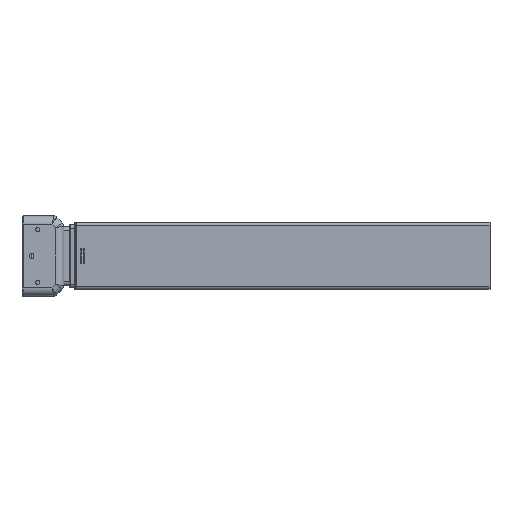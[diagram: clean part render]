
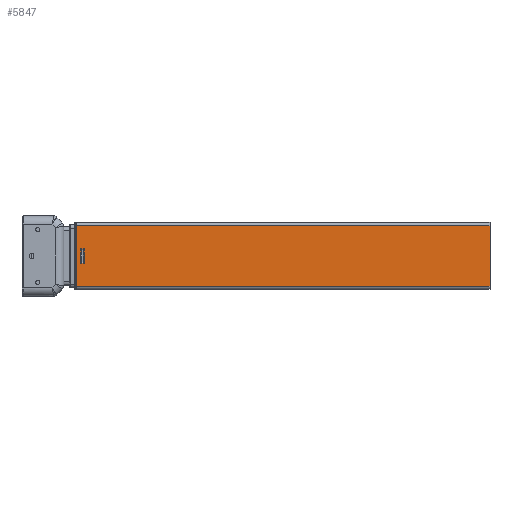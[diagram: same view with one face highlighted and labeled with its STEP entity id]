
A CAD part, left-side view. The second image highlights one B-rep face of the part: STEP entity #5847.
In plain terms, the highlighted face is planar.
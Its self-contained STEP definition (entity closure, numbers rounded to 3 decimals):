
#1530=FACE_BOUND('',#11827,.T.);
#1531=FACE_BOUND('',#11828,.T.);
#3259=PLANE('',#51953);
#5847=ADVANCED_FACE('',(#1530,#1531),#3259,.F.);
#11827=EDGE_LOOP('',(#34311,#34312,#34313,#34314));
#11828=EDGE_LOOP('',(#34315,#34316,#34317,#34318));
#16564=LINE('',#84336,#21555);
#16571=LINE('',#84364,#21562);
#16583=LINE('',#84511,#21574);
#16585=LINE('',#84516,#21576);
#16586=LINE('',#84518,#21577);
#16587=LINE('',#84521,#21578);
#16588=LINE('',#84523,#21579);
#16589=LINE('',#84525,#21580);
#21555=VECTOR('',#63745,1.);
#21562=VECTOR('',#63770,1.);
#21574=VECTOR('',#63798,1.);
#21576=VECTOR('',#63806,1.);
#21577=VECTOR('',#63809,1.);
#21578=VECTOR('',#63810,1.);
#21579=VECTOR('',#63811,1.);
#21580=VECTOR('',#63812,1.);
#34311=ORIENTED_EDGE('',*,*,#46327,.F.);
#34312=ORIENTED_EDGE('',*,*,#46303,.F.);
#34313=ORIENTED_EDGE('',*,*,#46325,.F.);
#34314=ORIENTED_EDGE('',*,*,#46289,.T.);
#34315=ORIENTED_EDGE('',*,*,#46328,.F.);
#34316=ORIENTED_EDGE('',*,*,#46329,.F.);
#34317=ORIENTED_EDGE('',*,*,#46330,.F.);
#34318=ORIENTED_EDGE('',*,*,#46331,.F.);
#39720=VERTEX_POINT('',#84335);
#39721=VERTEX_POINT('',#84337);
#39732=VERTEX_POINT('',#84363);
#39733=VERTEX_POINT('',#84365);
#39748=VERTEX_POINT('',#84519);
#39749=VERTEX_POINT('',#84520);
#39750=VERTEX_POINT('',#84522);
#39751=VERTEX_POINT('',#84524);
#46289=EDGE_CURVE('',#39721,#39720,#16564,.T.);
#46303=EDGE_CURVE('',#39732,#39733,#16571,.T.);
#46325=EDGE_CURVE('',#39721,#39732,#16583,.T.);
#46327=EDGE_CURVE('',#39733,#39720,#16585,.T.);
#46328=EDGE_CURVE('',#39748,#39749,#16586,.T.);
#46329=EDGE_CURVE('',#39750,#39748,#16587,.T.);
#46330=EDGE_CURVE('',#39751,#39750,#16588,.T.);
#46331=EDGE_CURVE('',#39749,#39751,#16589,.T.);
#51953=AXIS2_PLACEMENT_3D('',#84526,#63813,#63814);
#63745=DIRECTION('',(-0.007,0.,1.));
#63770=DIRECTION('',(-0.007,0.,1.));
#63798=DIRECTION('',(0.,-1.,0.));
#63806=DIRECTION('',(0.,1.,0.));
#63809=DIRECTION('',(0.007,0.,-1.));
#63810=DIRECTION('',(0.,-1.,0.));
#63811=DIRECTION('',(-0.007,0.,1.));
#63812=DIRECTION('',(0.,1.,0.));
#63813=DIRECTION('',(-1.,0.,-0.007));
#63814=DIRECTION('',(-0.007,0.,1.));
#84335=CARTESIAN_POINT('',(24.492,495.,36.026));
#84336=CARTESIAN_POINT('',(25.,495.,-35.972));
#84337=CARTESIAN_POINT('',(25.,495.,-35.972));
#84363=CARTESIAN_POINT('',(25.,0.,-35.972));
#84364=CARTESIAN_POINT('',(25.,0.,-35.972));
#84365=CARTESIAN_POINT('',(24.492,0.,36.026));
#84511=CARTESIAN_POINT('',(25.,0.,-35.972));
#84516=CARTESIAN_POINT('',(24.492,0.,36.026));
#84518=CARTESIAN_POINT('',(24.492,485.783,36.026));
#84519=CARTESIAN_POINT('',(24.687,485.783,8.444));
#84520=CARTESIAN_POINT('',(24.805,485.783,-8.389));
#84521=CARTESIAN_POINT('',(24.687,0.,8.444));
#84522=CARTESIAN_POINT('',(24.687,489.417,8.444));
#84523=CARTESIAN_POINT('',(24.492,489.417,36.026));
#84524=CARTESIAN_POINT('',(24.805,489.417,-8.389));
#84525=CARTESIAN_POINT('',(24.805,0.,-8.389));
#84526=CARTESIAN_POINT('',(24.492,0.,36.026));
